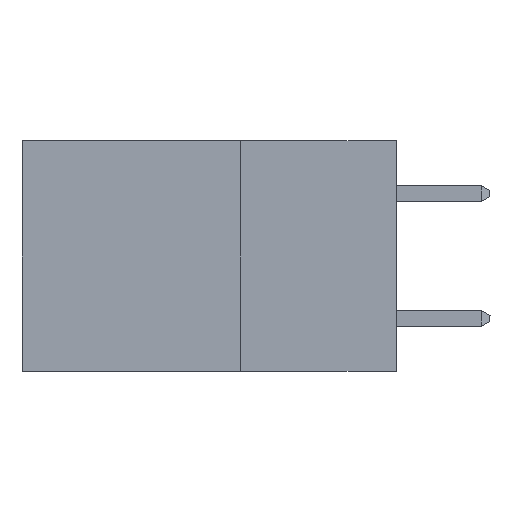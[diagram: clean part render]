
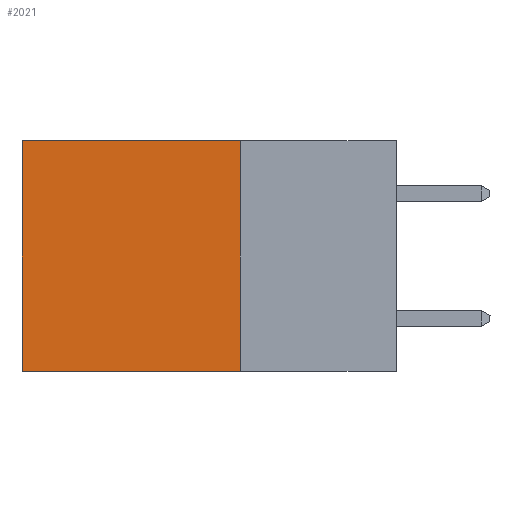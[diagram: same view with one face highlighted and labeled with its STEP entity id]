
A CAD part, left-side view. The second image highlights one B-rep face of the part: STEP entity #2021.
In plain terms, the highlighted planar face has unit normal (-1, 0, 0).
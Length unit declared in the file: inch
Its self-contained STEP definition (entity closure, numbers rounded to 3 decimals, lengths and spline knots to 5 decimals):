
#5 = CARTESIAN_POINT ( 'NONE',  ( 0.2615, 0.25, 0. ) ) ;
#1324 = CARTESIAN_POINT ( 'NONE',  ( 0.2615, 0.25, -0.37 ) ) ;
#1544 = DIRECTION ( 'NONE',  ( 1., 0., 0. ) ) ;
#2021 = ADVANCED_FACE ( 'NONE', ( #13468 ), #5475, .F. ) ;
#2276 = VECTOR ( 'NONE', #9416, 39.37008 ) ;
#2423 = EDGE_CURVE ( 'NONE', #19450, #8987, #19332, .T. ) ;
#2898 = ORIENTED_EDGE ( 'NONE', *, *, #10327, .F. ) ;
#4200 = EDGE_CURVE ( 'NONE', #8359, #4207, #15734, .T. ) ;
#4207 = VERTEX_POINT ( 'NONE', #9176 ) ;
#4652 = CARTESIAN_POINT ( 'NONE',  ( 0.2615, 0.25, 0. ) ) ;
#4929 = EDGE_CURVE ( 'NONE', #19450, #8359, #10995, .T. ) ;
#5236 = AXIS2_PLACEMENT_3D ( 'NONE', #8891, #1544, #7982 ) ;
#5475 = PLANE ( 'NONE',  #5236 ) ;
#7553 = DIRECTION ( 'NONE',  ( 0., 0., -1. ) ) ;
#7982 = DIRECTION ( 'NONE',  ( 0., 0., -1. ) ) ;
#8359 = VERTEX_POINT ( 'NONE', #13040 ) ;
#8891 = CARTESIAN_POINT ( 'NONE',  ( 0.2615, 0.25, -0.37 ) ) ;
#8987 = VERTEX_POINT ( 'NONE', #1324 ) ;
#9176 = CARTESIAN_POINT ( 'NONE',  ( 0.2615, 0.6, -0.37 ) ) ;
#9329 = CARTESIAN_POINT ( 'NONE',  ( 0.2615, 0.6, -0.37 ) ) ;
#9416 = DIRECTION ( 'NONE',  ( 0., 0., -1. ) ) ;
#10134 = LINE ( 'NONE', #19651, #18420 ) ;
#10327 = EDGE_CURVE ( 'NONE', #8987, #4207, #10134, .T. ) ;
#10881 = CARTESIAN_POINT ( 'NONE',  ( 0.2615, 0.25, -0.37 ) ) ;
#10995 = LINE ( 'NONE', #5, #20292 ) ;
#11422 = DIRECTION ( 'NONE',  ( 0., 1., 0. ) ) ;
#11465 = ORIENTED_EDGE ( 'NONE', *, *, #4929, .T. ) ;
#12423 = ORIENTED_EDGE ( 'NONE', *, *, #2423, .F. ) ;
#13040 = CARTESIAN_POINT ( 'NONE',  ( 0.2615, 0.6, 0. ) ) ;
#13468 = FACE_OUTER_BOUND ( 'NONE', #21028, .T. ) ;
#15734 = LINE ( 'NONE', #9329, #2276 ) ;
#16298 = ORIENTED_EDGE ( 'NONE', *, *, #4200, .T. ) ;
#17406 = DIRECTION ( 'NONE',  ( 0., 1., 0. ) ) ;
#18420 = VECTOR ( 'NONE', #11422, 39.37008 ) ;
#19112 = VECTOR ( 'NONE', #7553, 39.37008 ) ;
#19332 = LINE ( 'NONE', #10881, #19112 ) ;
#19450 = VERTEX_POINT ( 'NONE', #4652 ) ;
#19651 = CARTESIAN_POINT ( 'NONE',  ( 0.2615, 0.25, -0.37 ) ) ;
#20292 = VECTOR ( 'NONE', #17406, 39.37008 ) ;
#21028 = EDGE_LOOP ( 'NONE', ( #16298, #2898, #12423, #11465 ) ) ;
